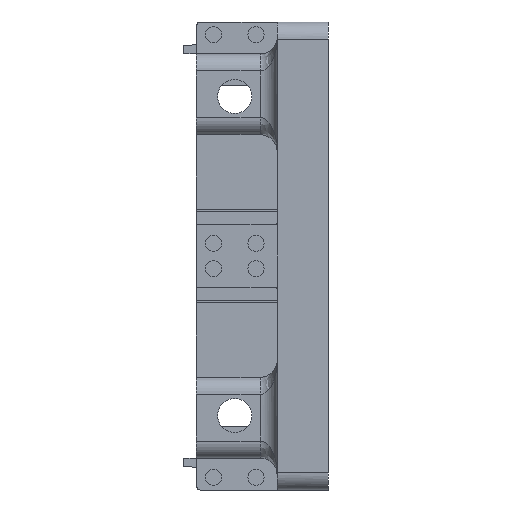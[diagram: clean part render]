
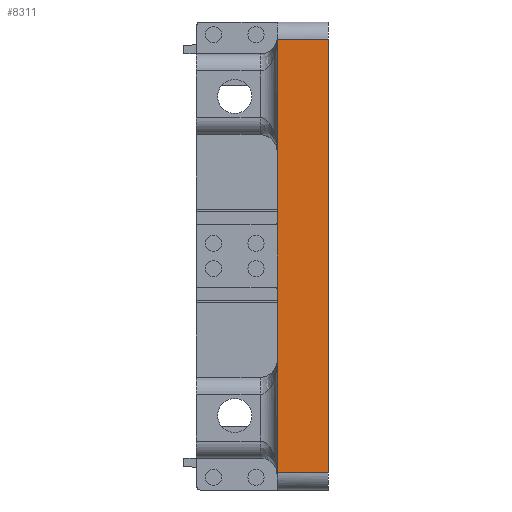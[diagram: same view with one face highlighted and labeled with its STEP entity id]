
A CAD part, left-side view. The second image highlights one B-rep face of the part: STEP entity #8311.
In plain terms, the highlighted planar face has unit normal (-1, 0, 0).
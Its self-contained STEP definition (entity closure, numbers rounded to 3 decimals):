
#23 = DIRECTION ( 'NONE',  ( 0., 0., 1. ) ) ;
#29 = VERTEX_POINT ( 'NONE', #9748 ) ;
#298 = VECTOR ( 'NONE', #8354, 1000. ) ;
#586 = CARTESIAN_POINT ( 'NONE',  ( -111.3, 12., 51. ) ) ;
#776 = CARTESIAN_POINT ( 'NONE',  ( -111.3, 12., 55. ) ) ;
#968 = VECTOR ( 'NONE', #10302, 1000. ) ;
#1089 = VECTOR ( 'NONE', #10151, 1000. ) ;
#1143 = LINE ( 'NONE', #5390, #1089 ) ;
#1551 = ORIENTED_EDGE ( 'NONE', *, *, #7438, .T. ) ;
#1554 = VERTEX_POINT ( 'NONE', #2160 ) ;
#1609 = DIRECTION ( 'NONE',  ( 1., 0., 0. ) ) ;
#2110 = CARTESIAN_POINT ( 'NONE',  ( -111.3, 12., -24.5 ) ) ;
#2160 = CARTESIAN_POINT ( 'NONE',  ( -111.3, 0., -51. ) ) ;
#2393 = ORIENTED_EDGE ( 'NONE', *, *, #4071, .T. ) ;
#2586 = PLANE ( 'NONE',  #9708 ) ;
#2673 = EDGE_CURVE ( 'NONE', #4283, #29, #1143, .T. ) ;
#3209 = DIRECTION ( 'NONE',  ( 0., 0., 1. ) ) ;
#3513 = EDGE_LOOP ( 'NONE', ( #4930, #2393, #3517, #1551, #8691, #8817 ) ) ;
#3517 = ORIENTED_EDGE ( 'NONE', *, *, #3775, .T. ) ;
#3775 = EDGE_CURVE ( 'NONE', #1554, #4385, #8328, .T. ) ;
#3844 = DIRECTION ( 'NONE',  ( 0., 0., 1. ) ) ;
#3873 = CARTESIAN_POINT ( 'NONE',  ( -111.3, 0., 51. ) ) ;
#4032 = EDGE_CURVE ( 'NONE', #7213, #7077, #8754, .T. ) ;
#4071 = EDGE_CURVE ( 'NONE', #7213, #1554, #6621, .T. ) ;
#4283 = VERTEX_POINT ( 'NONE', #7701 ) ;
#4385 = VERTEX_POINT ( 'NONE', #3873 ) ;
#4523 = LINE ( 'NONE', #586, #968 ) ;
#4525 = VECTOR ( 'NONE', #3209, 1000. ) ;
#4652 = CARTESIAN_POINT ( 'NONE',  ( -111.3, 12., 55. ) ) ;
#4926 = CARTESIAN_POINT ( 'NONE',  ( -111.3, 0., 55. ) ) ;
#4930 = ORIENTED_EDGE ( 'NONE', *, *, #4032, .F. ) ;
#5390 = CARTESIAN_POINT ( 'NONE',  ( -111.3, 12., 55. ) ) ;
#6621 = LINE ( 'NONE', #10528, #298 ) ;
#7077 = VERTEX_POINT ( 'NONE', #2110 ) ;
#7213 = VERTEX_POINT ( 'NONE', #10414 ) ;
#7361 = DIRECTION ( 'NONE',  ( 0., 0., -1. ) ) ;
#7438 = EDGE_CURVE ( 'NONE', #4385, #29, #4523, .T. ) ;
#7701 = CARTESIAN_POINT ( 'NONE',  ( -111.3, 12., 24.5 ) ) ;
#8311 = ADVANCED_FACE ( 'NONE', ( #9039 ), #2586, .F. ) ;
#8328 = LINE ( 'NONE', #4926, #9753 ) ;
#8354 = DIRECTION ( 'NONE',  ( 0., -1., 0. ) ) ;
#8691 = ORIENTED_EDGE ( 'NONE', *, *, #2673, .F. ) ;
#8754 = LINE ( 'NONE', #4652, #9411 ) ;
#8817 = ORIENTED_EDGE ( 'NONE', *, *, #9815, .F. ) ;
#8938 = CARTESIAN_POINT ( 'NONE',  ( -111.3, 12., 55. ) ) ;
#9039 = FACE_OUTER_BOUND ( 'NONE', #3513, .T. ) ;
#9411 = VECTOR ( 'NONE', #3844, 1000. ) ;
#9708 = AXIS2_PLACEMENT_3D ( 'NONE', #8938, #1609, #7361 ) ;
#9748 = CARTESIAN_POINT ( 'NONE',  ( -111.3, 12., 51. ) ) ;
#9753 = VECTOR ( 'NONE', #23, 1000. ) ;
#9815 = EDGE_CURVE ( 'NONE', #7077, #4283, #9891, .T. ) ;
#9891 = LINE ( 'NONE', #776, #4525 ) ;
#10151 = DIRECTION ( 'NONE',  ( 0., 0., 1. ) ) ;
#10302 = DIRECTION ( 'NONE',  ( 0., 1., 0. ) ) ;
#10414 = CARTESIAN_POINT ( 'NONE',  ( -111.3, 12., -51. ) ) ;
#10528 = CARTESIAN_POINT ( 'NONE',  ( -111.3, 12., -51. ) ) ;
